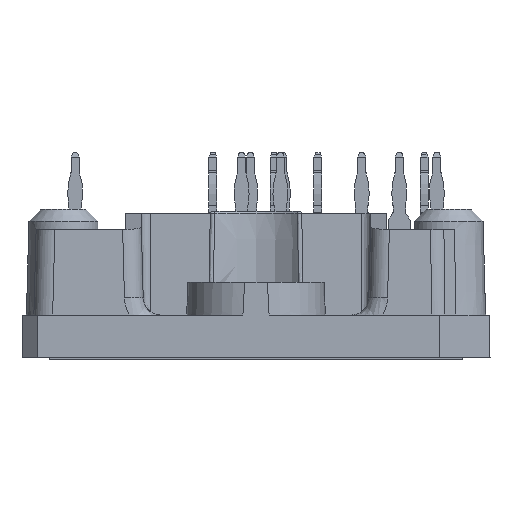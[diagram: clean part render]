
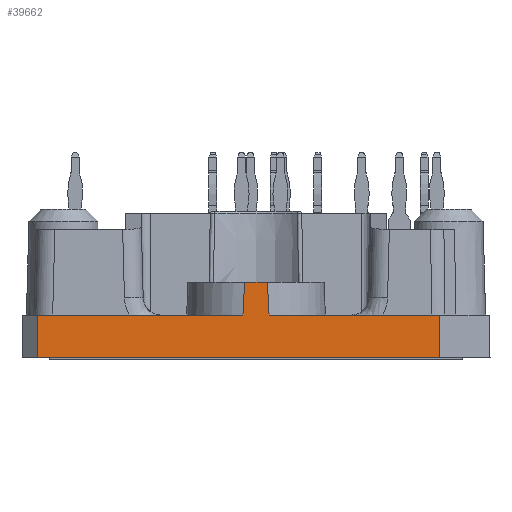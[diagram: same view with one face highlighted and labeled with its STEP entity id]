
A CAD part, left-side view. The second image highlights one B-rep face of the part: STEP entity #39662.
In plain terms, the highlighted planar face has unit normal (-1, 0, 0.018).
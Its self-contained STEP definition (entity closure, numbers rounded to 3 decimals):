
#809=B_SPLINE_CURVE_WITH_KNOTS('',3,(#58004,#58005,#58006,#58007),
 .UNSPECIFIED.,.F.,.F.,(4,4),(0.,0.003),.UNSPECIFIED.);
#816=B_SPLINE_CURVE_WITH_KNOTS('',3,(#58115,#58116,#58117,#58118),
 .UNSPECIFIED.,.F.,.F.,(4,4),(0.,0.003),.UNSPECIFIED.);
#7195=ORIENTED_EDGE('',*,*,#13473,.F.);
#7196=ORIENTED_EDGE('',*,*,#13474,.T.);
#7197=ORIENTED_EDGE('',*,*,#12562,.T.);
#7198=ORIENTED_EDGE('',*,*,#13427,.T.);
#7199=ORIENTED_EDGE('',*,*,#13475,.F.);
#7200=ORIENTED_EDGE('',*,*,#13428,.T.);
#7201=ORIENTED_EDGE('',*,*,#12533,.T.);
#7202=ORIENTED_EDGE('',*,*,#13472,.F.);
#12533=EDGE_CURVE('',#16127,#16128,#18883,.F.);
#12562=EDGE_CURVE('',#16152,#16151,#18896,.F.);
#13427=EDGE_CURVE('',#16151,#16711,#19504,.F.);
#13428=EDGE_CURVE('',#16712,#16127,#809,.T.);
#13472=EDGE_CURVE('',#16740,#16128,#816,.T.);
#13473=EDGE_CURVE('',#16741,#16740,#19527,.F.);
#13474=EDGE_CURVE('',#16741,#16152,#19528,.F.);
#13475=EDGE_CURVE('',#16712,#16711,#19529,.F.);
#16127=VERTEX_POINT('',#56139);
#16128=VERTEX_POINT('',#56141);
#16151=VERTEX_POINT('',#56235);
#16152=VERTEX_POINT('',#56237);
#16711=VERTEX_POINT('',#58001);
#16712=VERTEX_POINT('',#58008);
#16740=VERTEX_POINT('',#58114);
#16741=VERTEX_POINT('',#58121);
#18883=LINE('',#56142,#21771);
#18896=LINE('',#56236,#21784);
#19504=LINE('',#58002,#22392);
#19527=LINE('',#58120,#22415);
#19528=LINE('',#58122,#22416);
#19529=LINE('',#58123,#22417);
#21771=VECTOR('',#47044,1000.);
#21784=VECTOR('',#47091,1000.);
#22392=VECTOR('',#48813,1000.);
#22415=VECTOR('',#48900,1000.);
#22416=VECTOR('',#48901,1000.);
#22417=VECTOR('',#48902,1000.);
#24356=EDGE_LOOP('',(#7195,#7196,#7197,#7198,#7199,#7200,#7201,#7202));
#26056=FACE_BOUND('',#24356,.T.);
#27270=PLANE('',#42123);
#39662=ADVANCED_FACE('',(#26056),#27270,.T.);
#42123=AXIS2_PLACEMENT_3D('',#58119,#48898,#48899);
#47044=DIRECTION('',(0.,-1.,0.));
#47091=DIRECTION('',(0.,1.,0.));
#48813=DIRECTION('',(-0.017,-0.007,-1.));
#48898=DIRECTION('',(-1.,0.,0.017));
#48899=DIRECTION('',(0.017,0.,1.));
#48900=DIRECTION('',(0.,1.,0.));
#48901=DIRECTION('',(0.017,-0.017,1.));
#48902=DIRECTION('',(0.,1.,0.));
#56139=CARTESIAN_POINT('',(-40.895,-0.913,6.));
#56141=CARTESIAN_POINT('',(-40.895,0.913,6.));
#56142=CARTESIAN_POINT('',(-40.895,0.,6.));
#56235=CARTESIAN_POINT('',(-41.,-14.7,0.));
#56236=CARTESIAN_POINT('',(-41.,0.,0.));
#56237=CARTESIAN_POINT('',(-41.,17.49,0.));
#58001=CARTESIAN_POINT('',(-40.941,-14.675,3.4));
#58002=CARTESIAN_POINT('',(-40.998,-14.699,0.134));
#58004=CARTESIAN_POINT('',(-40.941,-1.044,3.4));
#58005=CARTESIAN_POINT('',(-40.926,-1.003,4.267));
#58006=CARTESIAN_POINT('',(-40.91,-0.959,5.133));
#58007=CARTESIAN_POINT('',(-40.895,-0.913,6.));
#58008=CARTESIAN_POINT('',(-40.941,-1.044,3.4));
#58114=CARTESIAN_POINT('',(-40.941,1.044,3.4));
#58115=CARTESIAN_POINT('',(-40.941,1.044,3.4));
#58116=CARTESIAN_POINT('',(-40.926,1.003,4.267));
#58117=CARTESIAN_POINT('',(-40.91,0.959,5.133));
#58118=CARTESIAN_POINT('',(-40.895,0.913,6.));
#58119=CARTESIAN_POINT('',(-41.,0.,0.));
#58120=CARTESIAN_POINT('',(-40.941,0.,3.4));
#58121=CARTESIAN_POINT('',(-40.941,17.43,3.4));
#58122=CARTESIAN_POINT('',(-40.995,17.484,0.305));
#58123=CARTESIAN_POINT('',(-40.941,0.,3.4));
